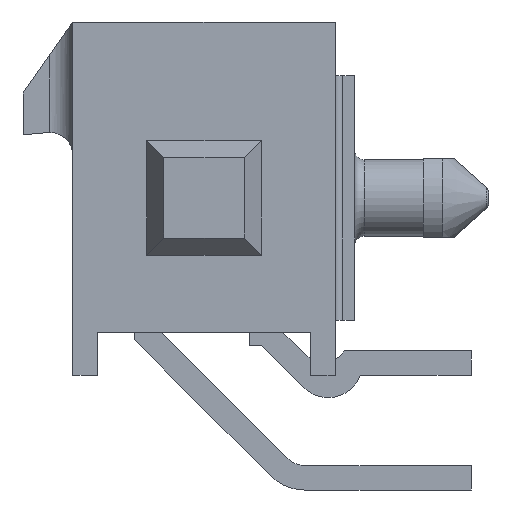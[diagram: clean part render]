
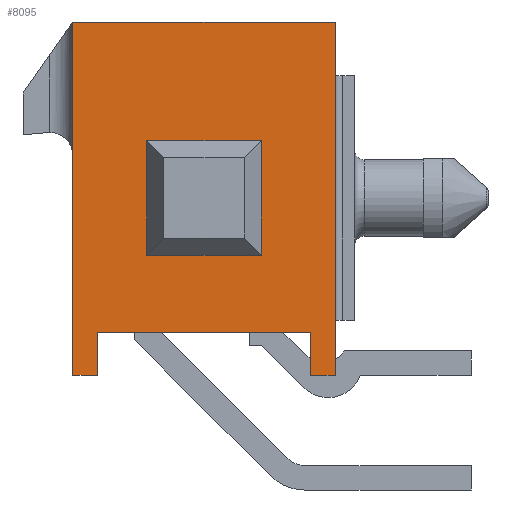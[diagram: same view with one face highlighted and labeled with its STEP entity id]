
A CAD part, left-side view. The second image highlights one B-rep face of the part: STEP entity #8095.
In plain terms, the highlighted planar face has unit normal (-1, 0, 0).
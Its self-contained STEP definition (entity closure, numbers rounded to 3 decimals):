
#162=DIRECTION('',(0.,1.,0.));
#163=VECTOR('',#162,6.86);
#164=CARTESIAN_POINT('',(-12.43,-3.43,0.));
#165=LINE('',#164,#163);
#664=DIRECTION('',(0.,1.,0.));
#665=VECTOR('',#664,5.58);
#666=CARTESIAN_POINT('',(-12.43,-2.79,-8.11));
#667=LINE('',#666,#665);
#1156=DIRECTION('',(0.,0.,-1.));
#1157=VECTOR('',#1156,9.24);
#1158=CARTESIAN_POINT('',(-12.43,3.43,0.));
#1159=LINE('',#1158,#1157);
#1274=DIRECTION('',(0.,0.,-1.));
#1275=VECTOR('',#1274,1.13);
#1276=CARTESIAN_POINT('',(-12.43,2.79,-8.11));
#1277=LINE('',#1276,#1275);
#1278=DIRECTION('',(0.,0.,1.));
#1279=VECTOR('',#1278,1.5);
#1280=CARTESIAN_POINT('',(-12.43,1.,-5.35));
#1281=LINE('',#1280,#1279);
#1282=DIRECTION('',(0.,1.,0.));
#1283=VECTOR('',#1282,1.5);
#1284=CARTESIAN_POINT('',(-12.43,-0.75,-5.6));
#1285=LINE('',#1284,#1283);
#1286=DIRECTION('',(0.,0.,-1.));
#1287=VECTOR('',#1286,1.5);
#1288=CARTESIAN_POINT('',(-12.43,-1.,-3.85));
#1289=LINE('',#1288,#1287);
#1290=DIRECTION('',(0.,-1.,0.));
#1291=VECTOR('',#1290,1.5);
#1292=CARTESIAN_POINT('',(-12.43,0.75,-3.6));
#1293=LINE('',#1292,#1291);
#1330=DIRECTION('',(0.,0.,1.));
#1331=VECTOR('',#1330,9.24);
#1332=CARTESIAN_POINT('',(-12.43,-3.43,-9.24));
#1333=LINE('',#1332,#1331);
#2238=DIRECTION('',(0.,0.,-1.));
#2239=VECTOR('',#2238,1.13);
#2240=CARTESIAN_POINT('',(-12.43,-2.79,-8.11));
#2241=LINE('',#2240,#2239);
#4856=DIRECTION('',(0.,1.,0.));
#4857=VECTOR('',#4856,0.64);
#4858=CARTESIAN_POINT('',(-12.43,-3.43,-9.24));
#4859=LINE('',#4858,#4857);
#4872=DIRECTION('',(0.,1.,0.));
#4873=VECTOR('',#4872,0.64);
#4874=CARTESIAN_POINT('',(-12.43,2.79,-9.24));
#4875=LINE('',#4874,#4873);
#5268=CARTESIAN_POINT('',(-12.43,0.75,-5.35));
#5269=DIRECTION('',(1.,0.,0.));
#5270=DIRECTION('',(0.,0.,-1.));
#5271=AXIS2_PLACEMENT_3D('',#5268,#5269,#5270);
#5290=CARTESIAN_POINT('',(-12.43,-0.75,-5.35));
#5291=DIRECTION('',(1.,0.,0.));
#5292=DIRECTION('',(0.,-1.,0.));
#5293=AXIS2_PLACEMENT_3D('',#5290,#5291,#5292);
#5392=CARTESIAN_POINT('',(-12.43,0.75,-3.85));
#5393=DIRECTION('',(1.,0.,0.));
#5394=DIRECTION('',(0.,1.,0.));
#5395=AXIS2_PLACEMENT_3D('',#5392,#5393,#5394);
#5414=CARTESIAN_POINT('',(-12.43,-0.75,-3.85));
#5415=DIRECTION('',(1.,0.,0.));
#5416=DIRECTION('',(0.,0.,1.));
#5417=AXIS2_PLACEMENT_3D('',#5414,#5415,#5416);
#5445=CARTESIAN_POINT('',(-12.43,-3.43,0.));
#5447=VERTEX_POINT('',#5445);
#5448=CARTESIAN_POINT('',(-12.43,3.43,0.));
#5449=VERTEX_POINT('',#5448);
#5800=CARTESIAN_POINT('',(-12.43,2.79,-9.24));
#5801=CARTESIAN_POINT('',(-12.43,3.43,-9.24));
#5802=VERTEX_POINT('',#5800);
#5803=VERTEX_POINT('',#5801);
#5808=CARTESIAN_POINT('',(-12.43,-3.43,-9.24));
#5809=CARTESIAN_POINT('',(-12.43,-2.79,-9.24));
#5810=VERTEX_POINT('',#5808);
#5811=VERTEX_POINT('',#5809);
#5817=CARTESIAN_POINT('',(-12.43,2.79,-8.11));
#5819=VERTEX_POINT('',#5817);
#5821=CARTESIAN_POINT('',(-12.43,-2.79,-8.11));
#5823=VERTEX_POINT('',#5821);
#6148=CARTESIAN_POINT('',(-12.43,-1.,-5.35));
#6150=VERTEX_POINT('',#6148);
#6152=CARTESIAN_POINT('',(-12.43,-0.75,-5.6));
#6154=VERTEX_POINT('',#6152);
#6156=CARTESIAN_POINT('',(-12.43,0.75,-5.6));
#6158=VERTEX_POINT('',#6156);
#6160=CARTESIAN_POINT('',(-12.43,1.,-5.35));
#6162=VERTEX_POINT('',#6160);
#6164=CARTESIAN_POINT('',(-12.43,-0.75,-3.6));
#6166=VERTEX_POINT('',#6164);
#6168=CARTESIAN_POINT('',(-12.43,-1.,-3.85));
#6170=VERTEX_POINT('',#6168);
#6172=CARTESIAN_POINT('',(-12.43,1.,-3.85));
#6174=VERTEX_POINT('',#6172);
#6176=CARTESIAN_POINT('',(-12.43,0.75,-3.6));
#6178=VERTEX_POINT('',#6176);
#8058=CARTESIAN_POINT('',(-12.43,-3.43,0.));
#8059=DIRECTION('',(-1.,0.,0.));
#8060=DIRECTION('',(0.,1.,0.));
#8061=AXIS2_PLACEMENT_3D('',#8058,#8059,#8060);
#8062=PLANE('',#8061);
#8064=ORIENTED_EDGE('',*,*,#8063,.F.);
#8066=ORIENTED_EDGE('',*,*,#8065,.T.);
#8068=ORIENTED_EDGE('',*,*,#8067,.F.);
#8069=ORIENTED_EDGE('',*,*,#7563,.T.);
#8070=ORIENTED_EDGE('',*,*,#7741,.T.);
#8072=ORIENTED_EDGE('',*,*,#8071,.T.);
#8073=ORIENTED_EDGE('',*,*,#7922,.F.);
#8074=ORIENTED_EDGE('',*,*,#7157,.F.);
#8075=EDGE_LOOP('',(#8064,#8066,#8068,#8069,#8070,#8072,#8073,#8074));
#8076=FACE_OUTER_BOUND('',#8075,.F.);
#8078=ORIENTED_EDGE('',*,*,#8077,.F.);
#8080=ORIENTED_EDGE('',*,*,#8079,.F.);
#8082=ORIENTED_EDGE('',*,*,#8081,.F.);
#8084=ORIENTED_EDGE('',*,*,#8083,.F.);
#8086=ORIENTED_EDGE('',*,*,#8085,.F.);
#8088=ORIENTED_EDGE('',*,*,#8087,.F.);
#8090=ORIENTED_EDGE('',*,*,#8089,.F.);
#8092=ORIENTED_EDGE('',*,*,#8091,.F.);
#8093=EDGE_LOOP('',(#8078,#8080,#8082,#8084,#8086,#8088,#8090,#8092));
#8094=FACE_BOUND('',#8093,.F.);
#5272=CIRCLE('',#5271,0.25);
#5294=CIRCLE('',#5293,0.25);
#5396=CIRCLE('',#5395,0.25);
#5418=CIRCLE('',#5417,0.25);
#7157=EDGE_CURVE('',#5447,#5449,#165,.T.);
#7563=EDGE_CURVE('',#5823,#5819,#667,.T.);
#7741=EDGE_CURVE('',#5819,#5802,#1277,.T.);
#7922=EDGE_CURVE('',#5449,#5803,#1159,.T.);
#8063=EDGE_CURVE('',#5810,#5447,#1333,.T.);
#8065=EDGE_CURVE('',#5810,#5811,#4859,.T.);
#8067=EDGE_CURVE('',#5823,#5811,#2241,.T.);
#8071=EDGE_CURVE('',#5802,#5803,#4875,.T.);
#8077=EDGE_CURVE('',#6162,#6174,#1281,.T.);
#8079=EDGE_CURVE('',#6158,#6162,#5272,.T.);
#8081=EDGE_CURVE('',#6154,#6158,#1285,.T.);
#8083=EDGE_CURVE('',#6150,#6154,#5294,.T.);
#8085=EDGE_CURVE('',#6170,#6150,#1289,.T.);
#8087=EDGE_CURVE('',#6166,#6170,#5418,.T.);
#8089=EDGE_CURVE('',#6178,#6166,#1293,.T.);
#8091=EDGE_CURVE('',#6174,#6178,#5396,.T.);
#8095=ADVANCED_FACE('',(#8076,#8094),#8062,.T.);
